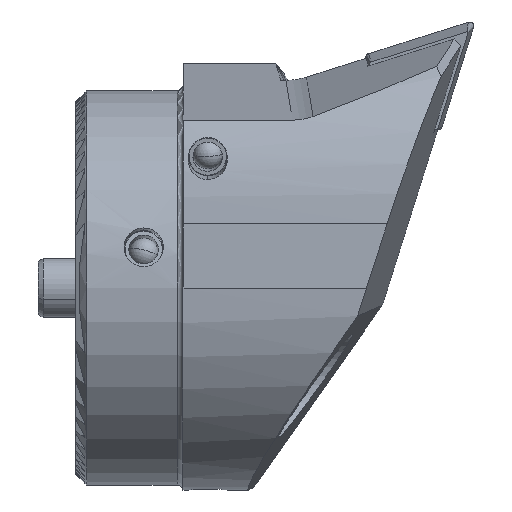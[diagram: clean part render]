
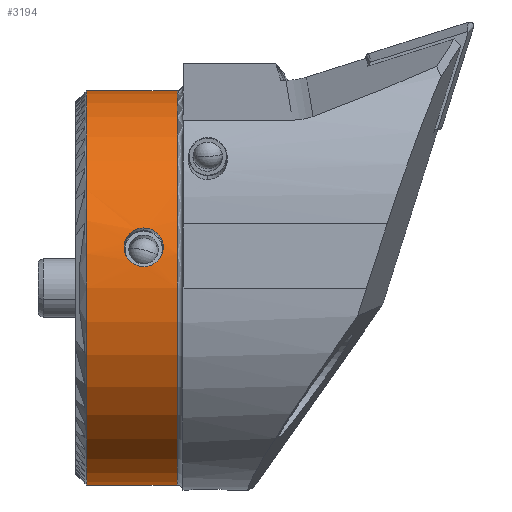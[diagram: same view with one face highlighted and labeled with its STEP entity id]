
A CAD part, front view. The second image highlights one B-rep face of the part: STEP entity #3194.
In plain terms, the highlighted cylindrical face has radius 20 mm (diameter 40 mm), a partial arc.
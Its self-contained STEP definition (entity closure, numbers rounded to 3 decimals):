
#58 = CARTESIAN_POINT ( 'NONE',  ( 5.496, -19.129, 5.84 ) ) ;
#139 = CARTESIAN_POINT ( 'NONE',  ( 8.398, -19.687, 3.527 ) ) ;
#203 = CARTESIAN_POINT ( 'NONE',  ( 8.007, -19.795, 2.857 ) ) ;
#604 = VERTEX_POINT ( 'NONE', #3540 ) ;
#887 = CARTESIAN_POINT ( 'NONE',  ( -0.6, 0., 20. ) ) ;
#993 = CIRCLE ( 'NONE', #5745, 20. ) ;
#1265 = VERTEX_POINT ( 'NONE', #9484 ) ;
#1376 = ORIENTED_EDGE ( 'NONE', *, *, #10034, .F. ) ;
#1459 = CARTESIAN_POINT ( 'NONE',  ( 6.237, -19.053, 6.081 ) ) ;
#1534 = EDGE_CURVE ( 'NONE', #5380, #1265, #16500, .T. ) ;
#1577 = CARTESIAN_POINT ( 'NONE',  ( 4.5, -19.536, 4.285 ) ) ;
#1587 = CARTESIAN_POINT ( 'NONE',  ( 8.298, -19.728, 3.288 ) ) ;
#1636 = CARTESIAN_POINT ( 'NONE',  ( 6.368, -19.881, 2.181 ) ) ;
#1654 = CARTESIAN_POINT ( 'NONE',  ( 8.5, -19.59, 4.03 ) ) ;
#2123 = FACE_OUTER_BOUND ( 'NONE', #15746, .T. ) ;
#2632 = CARTESIAN_POINT ( 'NONE',  ( 6.5, -19.881, 2.181 ) ) ;
#2657 = CARTESIAN_POINT ( 'NONE',  ( 5.179, -19.194, 5.621 ) ) ;
#3012 = CARTESIAN_POINT ( 'NONE',  ( 8.436, -19.449, 4.665 ) ) ;
#3062 = CARTESIAN_POINT ( 'NONE',  ( 4.702, -19.36, 5.021 ) ) ;
#3119 = CARTESIAN_POINT ( 'NONE',  ( 5.982, -19.874, 2.245 ) ) ;
#3194 = ADVANCED_FACE ( 'NONE', ( #2123, #5076 ), #12353, .T. ) ;
#3264 = CARTESIAN_POINT ( 'NONE',  ( 6.5, -19.881, 2.181 ) ) ;
#3319 = DIRECTION ( 'NONE',  ( -1., 0., 0. ) ) ;
#3540 = CARTESIAN_POINT ( 'NONE',  ( 0.7, 0., -20. ) ) ;
#3864 = VECTOR ( 'NONE', #3319, 1000. ) ;
#3996 = DIRECTION ( 'NONE',  ( -1., 0., 0. ) ) ;
#4223 = DIRECTION ( 'NONE',  ( 0., 0., 1. ) ) ;
#4425 = CARTESIAN_POINT ( 'NONE',  ( 6.238, -19.879, 2.194 ) ) ;
#4436 = CARTESIAN_POINT ( 'NONE',  ( 8.09, -19.273, 5.344 ) ) ;
#4462 = VERTEX_POINT ( 'NONE', #17058 ) ;
#4500 = CARTESIAN_POINT ( 'NONE',  ( 6.5, -19.881, 2.181 ) ) ;
#5071 = EDGE_CURVE ( 'NONE', #4462, #14179, #17153, .T. ) ;
#5076 = FACE_BOUND ( 'NONE', #8764, .T. ) ;
#5380 = VERTEX_POINT ( 'NONE', #6866 ) ;
#5651 = DIRECTION ( 'NONE',  ( -1., 0., 0. ) ) ;
#5719 = CARTESIAN_POINT ( 'NONE',  ( 5.281, -19.832, 2.589 ) ) ;
#5745 = AXIS2_PLACEMENT_3D ( 'NONE', #13671, #12269, #13729 ) ;
#5786 = CARTESIAN_POINT ( 'NONE',  ( 4.564, -19.449, 4.665 ) ) ;
#5848 = CARTESIAN_POINT ( 'NONE',  ( 5.855, -19.869, 2.283 ) ) ;
#5975 = CARTESIAN_POINT ( 'NONE',  ( 4.91, -19.273, 5.344 ) ) ;
#5991 = CARTESIAN_POINT ( 'NONE',  ( 8.5, -19.535, 4.289 ) ) ;
#6125 = CARTESIAN_POINT ( 'NONE',  ( 7.729, -19.169, 5.71 ) ) ;
#6808 = DIRECTION ( 'NONE',  ( 0., 0., 1. ) ) ;
#6866 = CARTESIAN_POINT ( 'NONE',  ( 9.9, 0., -20. ) ) ;
#7057 = LINE ( 'NONE', #887, #3864 ) ;
#7174 = CARTESIAN_POINT ( 'NONE',  ( 5.856, -19.08, 5.996 ) ) ;
#7255 = B_SPLINE_CURVE_WITH_KNOTS ( 'NONE', 3,
 ( #4500, #1636, #4425, #3119, #5848, #13023, #14617, #5719, #17412, #16139, #8617, #14497, #16070, #1577, #13213, #5786, #16007, #3062, #7297, #5975, #15942, #2657, #7422, #58, #10143, #7174, #17602, #1459, #11610, #8868 ),
 .UNSPECIFIED., .F., .F.,
 ( 4, 2, 2, 2, 2, 2, 2, 2, 2, 2, 2, 2, 2, 2, 4 ),
 ( 0., 0., 0.001, 0.001, 0.002, 0.002, 0.003, 0.004, 0.004, 0.004, 0.005, 0.005, 0.005, 0.006, 0.006 ),
 .UNSPECIFIED. ) ;
#7297 = CARTESIAN_POINT ( 'NONE',  ( 4.765, -19.33, 5.134 ) ) ;
#7370 = CARTESIAN_POINT ( 'NONE',  ( 8.235, -19.33, 5.134 ) ) ;
#7422 = CARTESIAN_POINT ( 'NONE',  ( 5.28, -19.171, 5.7 ) ) ;
#7558 = CARTESIAN_POINT ( 'NONE',  ( 7.506, -19.125, 5.852 ) ) ;
#8606 = DIRECTION ( 'NONE',  ( -1., 0., 0. ) ) ;
#8617 = CARTESIAN_POINT ( 'NONE',  ( 4.752, -19.749, 3.169 ) ) ;
#8647 = AXIS2_PLACEMENT_3D ( 'NONE', #13141, #8606, #4223 ) ;
#8764 = EDGE_LOOP ( 'NONE', ( #18163, #14316 ) ) ;
#8826 = CARTESIAN_POINT ( 'NONE',  ( 7.508, -19.852, 2.434 ) ) ;
#8868 = CARTESIAN_POINT ( 'NONE',  ( 6.5, -19.049, 6.094 ) ) ;
#8882 = CARTESIAN_POINT ( 'NONE',  ( 6.764, -19.881, 2.181 ) ) ;
#8942 = CARTESIAN_POINT ( 'NONE',  ( 8.237, -19.747, 3.174 ) ) ;
#9484 = CARTESIAN_POINT ( 'NONE',  ( 9.9, 0., 20. ) ) ;
#9886 = VERTEX_POINT ( 'NONE', #16636 ) ;
#10034 = EDGE_CURVE ( 'NONE', #5380, #604, #12173, .T. ) ;
#10091 = AXIS2_PLACEMENT_3D ( 'NONE', #12779, #3996, #6808 ) ;
#10143 = CARTESIAN_POINT ( 'NONE',  ( 5.613, -19.11, 5.9 ) ) ;
#10147 = EDGE_CURVE ( 'NONE', #14179, #4462, #7255, .T. ) ;
#10474 = CARTESIAN_POINT ( 'NONE',  ( 8.487, -19.507, 4.416 ) ) ;
#10540 = CARTESIAN_POINT ( 'NONE',  ( 7.024, -19.065, 6.044 ) ) ;
#11278 = EDGE_CURVE ( 'NONE', #604, #9886, #993, .T. ) ;
#11610 = CARTESIAN_POINT ( 'NONE',  ( 6.369, -19.049, 6.094 ) ) ;
#12173 = LINE ( 'NONE', #15316, #18520 ) ;
#12269 = DIRECTION ( 'NONE',  ( -1., 0., 0. ) ) ;
#12353 = CYLINDRICAL_SURFACE ( 'NONE', #8647, 20. ) ;
#12753 = ORIENTED_EDGE ( 'NONE', *, *, #15888, .T. ) ;
#12779 = CARTESIAN_POINT ( 'NONE',  ( 9.9, 0., 0. ) ) ;
#13023 = CARTESIAN_POINT ( 'NONE',  ( 5.613, -19.858, 2.383 ) ) ;
#13141 = CARTESIAN_POINT ( 'NONE',  ( -0.6, 0., 0. ) ) ;
#13213 = CARTESIAN_POINT ( 'NONE',  ( 4.513, -19.507, 4.415 ) ) ;
#13275 = ORIENTED_EDGE ( 'NONE', *, *, #11278, .F. ) ;
#13367 = CARTESIAN_POINT ( 'NONE',  ( 8.487, -19.616, 3.903 ) ) ;
#13430 = CARTESIAN_POINT ( 'NONE',  ( 7.731, -19.833, 2.582 ) ) ;
#13671 = CARTESIAN_POINT ( 'NONE',  ( 0.7, 0., 0. ) ) ;
#13729 = DIRECTION ( 'NONE',  ( 0., 0., 1. ) ) ;
#14179 = VERTEX_POINT ( 'NONE', #2632 ) ;
#14316 = ORIENTED_EDGE ( 'NONE', *, *, #5071, .T. ) ;
#14497 = CARTESIAN_POINT ( 'NONE',  ( 4.553, -19.667, 3.643 ) ) ;
#14617 = CARTESIAN_POINT ( 'NONE',  ( 5.498, -19.85, 2.445 ) ) ;
#14820 = CARTESIAN_POINT ( 'NONE',  ( 8.437, -19.664, 3.652 ) ) ;
#15316 = CARTESIAN_POINT ( 'NONE',  ( -0.6, 0., -20. ) ) ;
#15746 = EDGE_LOOP ( 'NONE', ( #1376, #17575, #12753, #13275 ) ) ;
#15833 = CARTESIAN_POINT ( 'NONE',  ( 6.761, -19.049, 6.094 ) ) ;
#15888 = EDGE_CURVE ( 'NONE', #1265, #9886, #7057, .T. ) ;
#15942 = CARTESIAN_POINT ( 'NONE',  ( 4.992, -19.246, 5.441 ) ) ;
#16007 = CARTESIAN_POINT ( 'NONE',  ( 4.602, -19.419, 4.786 ) ) ;
#16021 = CARTESIAN_POINT ( 'NONE',  ( 6.5, -19.049, 6.094 ) ) ;
#16070 = CARTESIAN_POINT ( 'NONE',  ( 4.5, -19.617, 3.902 ) ) ;
#16089 = CARTESIAN_POINT ( 'NONE',  ( 8.005, -19.245, 5.443 ) ) ;
#16139 = CARTESIAN_POINT ( 'NONE',  ( 4.901, -19.782, 2.948 ) ) ;
#16149 = CARTESIAN_POINT ( 'NONE',  ( 8.397, -19.419, 4.788 ) ) ;
#16276 = CARTESIAN_POINT ( 'NONE',  ( 8.092, -19.78, 2.959 ) ) ;
#16500 = CIRCLE ( 'NONE', #10091, 20. ) ;
#16636 = CARTESIAN_POINT ( 'NONE',  ( 0.7, 0., 20. ) ) ;
#17058 = CARTESIAN_POINT ( 'NONE',  ( 6.5, -19.049, 6.094 ) ) ;
#17153 = B_SPLINE_CURVE_WITH_KNOTS ( 'NONE', 3,
 ( #16021, #15833, #10540, #7558, #6125, #16089, #4436, #7370, #17738, #16149, #3012, #10474, #5991, #1654, #13367, #14820, #139, #1587, #8942, #16276, #203, #13430, #8826, #17552, #8882, #3264 ),
 .UNSPECIFIED., .F., .F.,
 ( 4, 2, 2, 2, 2, 2, 2, 2, 2, 2, 2, 2, 4 ),
 ( 0.006, 0.007, 0.008, 0.008, 0.009, 0.009, 0.009, 0.01, 0.01, 0.011, 0.011, 0.012, 0.013 ),
 .UNSPECIFIED. ) ;
#17412 = CARTESIAN_POINT ( 'NONE',  ( 5.178, -19.821, 2.673 ) ) ;
#17552 = CARTESIAN_POINT ( 'NONE',  ( 7.027, -19.875, 2.234 ) ) ;
#17575 = ORIENTED_EDGE ( 'NONE', *, *, #1534, .T. ) ;
#17602 = CARTESIAN_POINT ( 'NONE',  ( 5.98, -19.069, 6.032 ) ) ;
#17738 = CARTESIAN_POINT ( 'NONE',  ( 8.297, -19.359, 5.023 ) ) ;
#18163 = ORIENTED_EDGE ( 'NONE', *, *, #10147, .T. ) ;
#18520 = VECTOR ( 'NONE', #5651, 1000. ) ;
